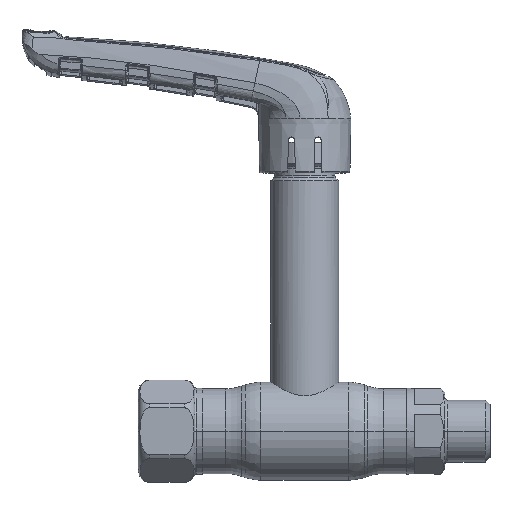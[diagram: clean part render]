
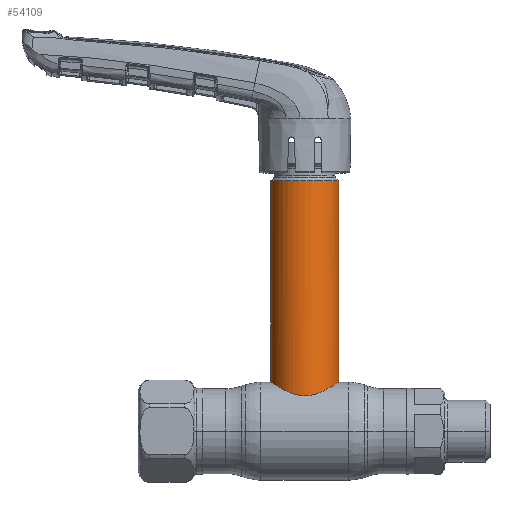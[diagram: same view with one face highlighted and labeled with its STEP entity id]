
A CAD part, top view. The second image highlights one B-rep face of the part: STEP entity #54109.
In plain terms, the highlighted cylindrical face has radius 9 mm (diameter 18 mm), a partial arc.
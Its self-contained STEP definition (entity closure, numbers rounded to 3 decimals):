
#1100 = VERTEX_POINT ( 'NONE', #53777 ) ;
#2750 = CARTESIAN_POINT ( 'NONE',  ( -8.694, 12.789, 2.406 ) ) ;
#3222 = CARTESIAN_POINT ( 'NONE',  ( 2.969, 9.827, 8.516 ) ) ;
#3690 = CARTESIAN_POINT ( 'NONE',  ( 9., 13., 0. ) ) ;
#3774 = DIRECTION ( 'NONE',  ( -1., 0., 0. ) ) ;
#3928 = CARTESIAN_POINT ( 'NONE',  ( 2.405, 9.667, 8.694 ) ) ;
#4153 = CARTESIAN_POINT ( 'NONE',  ( 5.496, 10.864, 7.15 ) ) ;
#5339 = ORIENTED_EDGE ( 'NONE', *, *, #30478, .F. ) ;
#5982 = B_SPLINE_CURVE_WITH_KNOTS ( 'NONE', 3,
 ( #24319, #35661, #67660, #2750, #13925, #19335, #57065, #45549, #35191, #50941, #51413, #13694, #40825, #8465, #40584, #45299, #46029, #46261, #12975, #18382, #23838, #61534, #34709, #3928, #3222, #35894, #68370, #62954, #68841, #4153, #58216, #46727, #57306, #30697, #36585, #46499, #36350, #19807, #36122, #52574, #41063, #20032, #68136, #3690 ),
 .UNSPECIFIED., .F., .F.,
 ( 4, 2, 2, 2, 2, 2, 2, 2, 2, 2, 2, 2, 2, 2, 2, 2, 2, 2, 2, 2, 2, 4 ),
 ( 0., 0.002, 0.004, 0.005, 0.007, 0.009, 0.011, 0.012, 0.013, 0.014, 0.015, 0.016, 0.018, 0.019, 0.02, 0.022, 0.024, 0.025, 0.026, 0.027, 0.028, 0.029 ),
 .UNSPECIFIED. ) ;
#8465 = CARTESIAN_POINT ( 'NONE',  ( -3.249, 9.924, 8.398 ) ) ;
#8550 = CARTESIAN_POINT ( 'NONE',  ( 0., 0., 0. ) ) ;
#9136 = EDGE_CURVE ( 'NONE', #54560, #17689, #29794, .T. ) ;
#12975 = CARTESIAN_POINT ( 'NONE',  ( -1.227, 9.456, 8.921 ) ) ;
#13694 = CARTESIAN_POINT ( 'NONE',  ( -4.552, 10.419, 7.785 ) ) ;
#13925 = CARTESIAN_POINT ( 'NONE',  ( -8.51, 12.665, 2.988 ) ) ;
#14466 = DIRECTION ( 'NONE',  ( 0., -1., 0. ) ) ;
#15992 = LINE ( 'NONE', #20094, #61527 ) ;
#17423 = CIRCLE ( 'NONE', #58317, 9. ) ;
#17689 = VERTEX_POINT ( 'NONE', #31600 ) ;
#18382 = CARTESIAN_POINT ( 'NONE',  ( -0.618, 9.396, 8.984 ) ) ;
#18617 = CARTESIAN_POINT ( 'NONE',  ( -9., 66.219, 0. ) ) ;
#19335 = CARTESIAN_POINT ( 'NONE',  ( -8.046, 12.358, 4.075 ) ) ;
#19807 = CARTESIAN_POINT ( 'NONE',  ( 8.511, 12.665, 2.987 ) ) ;
#20032 = CARTESIAN_POINT ( 'NONE',  ( 8.985, 12.989, 0.61 ) ) ;
#20094 = CARTESIAN_POINT ( 'NONE',  ( 9., 0., 0. ) ) ;
#23838 = CARTESIAN_POINT ( 'NONE',  ( -0.308, 9.381, 9. ) ) ;
#24319 = CARTESIAN_POINT ( 'NONE',  ( -9., 13., 0. ) ) ;
#28051 = CYLINDRICAL_SURFACE ( 'NONE', #52626, 9. ) ;
#29794 = LINE ( 'NONE', #31366, #50007 ) ;
#30478 = EDGE_CURVE ( 'NONE', #1100, #68451, #15992, .T. ) ;
#30697 = CARTESIAN_POINT ( 'NONE',  ( 7.597, 12.07, 4.835 ) ) ;
#31366 = CARTESIAN_POINT ( 'NONE',  ( -9., 0., 0. ) ) ;
#31600 = CARTESIAN_POINT ( 'NONE',  ( -9., 13., 0. ) ) ;
#32625 = DIRECTION ( 'NONE',  ( 0., -1., 0. ) ) ;
#34580 = ORIENTED_EDGE ( 'NONE', *, *, #34895, .T. ) ;
#34709 = CARTESIAN_POINT ( 'NONE',  ( 1.215, 9.441, 8.938 ) ) ;
#34895 = EDGE_CURVE ( 'NONE', #1100, #54560, #17423, .T. ) ;
#35191 = CARTESIAN_POINT ( 'NONE',  ( -6.744, 11.549, 5.986 ) ) ;
#35661 = CARTESIAN_POINT ( 'NONE',  ( -9., 13., 0.618 ) ) ;
#35894 = CARTESIAN_POINT ( 'NONE',  ( 3.778, 10.11, 8.174 ) ) ;
#36122 = CARTESIAN_POINT ( 'NONE',  ( 8.691, 12.787, 2.417 ) ) ;
#36350 = CARTESIAN_POINT ( 'NONE',  ( 8.159, 12.433, 3.81 ) ) ;
#36585 = CARTESIAN_POINT ( 'NONE',  ( 7.748, 12.166, 4.589 ) ) ;
#38025 = CARTESIAN_POINT ( 'NONE',  ( 0., 66.219, 0. ) ) ;
#40584 = CARTESIAN_POINT ( 'NONE',  ( -2.971, 9.836, 8.501 ) ) ;
#40712 = FACE_OUTER_BOUND ( 'NONE', #65365, .T. ) ;
#40825 = CARTESIAN_POINT ( 'NONE',  ( -4.052, 10.206, 8.057 ) ) ;
#41063 = CARTESIAN_POINT ( 'NONE',  ( 8.922, 12.946, 1.22 ) ) ;
#41096 = CARTESIAN_POINT ( 'NONE',  ( 9., 13., 0. ) ) ;
#45299 = CARTESIAN_POINT ( 'NONE',  ( -2.403, 9.68, 8.678 ) ) ;
#45549 = CARTESIAN_POINT ( 'NONE',  ( -7.11, 11.768, 5.549 ) ) ;
#46029 = CARTESIAN_POINT ( 'NONE',  ( -2.114, 9.612, 8.753 ) ) ;
#46261 = CARTESIAN_POINT ( 'NONE',  ( -1.526, 9.5, 8.875 ) ) ;
#46499 = CARTESIAN_POINT ( 'NONE',  ( 8.029, 12.347, 4.077 ) ) ;
#46727 = CARTESIAN_POINT ( 'NONE',  ( 6.747, 11.55, 5.984 ) ) ;
#47964 = DIRECTION ( 'NONE',  ( -1., 0., 0. ) ) ;
#48267 = ORIENTED_EDGE ( 'NONE', *, *, #54580, .T. ) ;
#50007 = VECTOR ( 'NONE', #59122, 1000. ) ;
#50941 = CARTESIAN_POINT ( 'NONE',  ( -5.938, 11.097, 6.787 ) ) ;
#51413 = CARTESIAN_POINT ( 'NONE',  ( -5.494, 10.863, 7.151 ) ) ;
#52180 = DIRECTION ( 'NONE',  ( 0., -1., 0. ) ) ;
#52574 = CARTESIAN_POINT ( 'NONE',  ( 8.875, 12.914, 1.525 ) ) ;
#52626 = AXIS2_PLACEMENT_3D ( 'NONE', #8550, #14466, #3774 ) ;
#53777 = CARTESIAN_POINT ( 'NONE',  ( 9., 66.219, 0. ) ) ;
#54109 = ADVANCED_FACE ( 'NONE', ( #40712 ), #28051, .T. ) ;
#54560 = VERTEX_POINT ( 'NONE', #18617 ) ;
#54580 = EDGE_CURVE ( 'NONE', #17689, #68451, #5982, .T. ) ;
#56716 = ORIENTED_EDGE ( 'NONE', *, *, #9136, .T. ) ;
#57065 = CARTESIAN_POINT ( 'NONE',  ( -7.764, 12.174, 4.589 ) ) ;
#57306 = CARTESIAN_POINT ( 'NONE',  ( 7.112, 11.769, 5.546 ) ) ;
#58216 = CARTESIAN_POINT ( 'NONE',  ( 5.933, 11.095, 6.791 ) ) ;
#58317 = AXIS2_PLACEMENT_3D ( 'NONE', #38025, #32625, #47964 ) ;
#59122 = DIRECTION ( 'NONE',  ( 0., -1., 0. ) ) ;
#61527 = VECTOR ( 'NONE', #52180, 1000. ) ;
#61534 = CARTESIAN_POINT ( 'NONE',  ( 0.609, 9.381, 9. ) ) ;
#62954 = CARTESIAN_POINT ( 'NONE',  ( 4.547, 10.422, 7.772 ) ) ;
#65365 = EDGE_LOOP ( 'NONE', ( #5339, #34580, #56716, #48267 ) ) ;
#67660 = CARTESIAN_POINT ( 'NONE',  ( -8.937, 12.956, 1.223 ) ) ;
#68136 = CARTESIAN_POINT ( 'NONE',  ( 9., 13., 0.305 ) ) ;
#68370 = CARTESIAN_POINT ( 'NONE',  ( 4.041, 10.212, 8.047 ) ) ;
#68451 = VERTEX_POINT ( 'NONE', #41096 ) ;
#68841 = CARTESIAN_POINT ( 'NONE',  ( 4.79, 10.531, 7.625 ) ) ;
